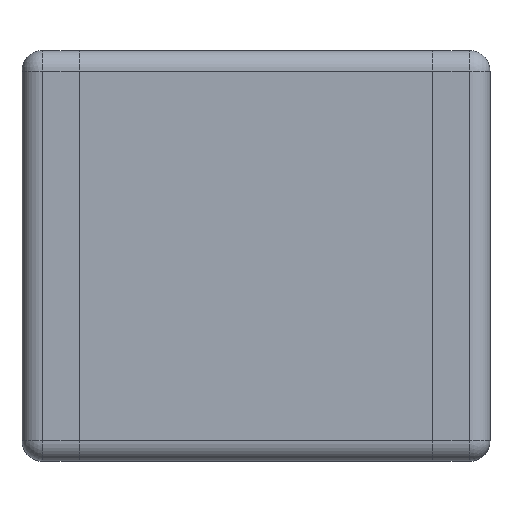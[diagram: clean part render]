
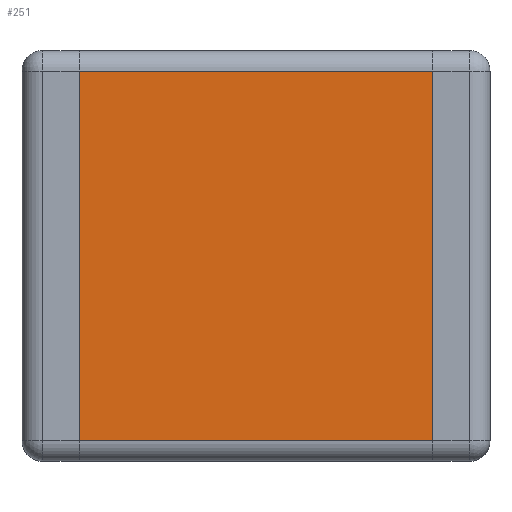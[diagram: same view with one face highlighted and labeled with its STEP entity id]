
A CAD part, top view. The second image highlights one B-rep face of the part: STEP entity #251.
In plain terms, the highlighted planar face has unit normal (0, 0, 1).
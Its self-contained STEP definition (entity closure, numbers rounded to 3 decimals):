
#13=DIRECTION('',(0.,0.,1.));
#14=DIRECTION('',(1.,0.,0.));
#34=VECTOR('',#14,1.);
#46=DIRECTION('',(0.,1.,0.));
#95=VERTEX_POINT('',#96);
#96=CARTESIAN_POINT('',(-2.15,-2.25,2.8));
#101=ORIENTED_EDGE('',*,*,#102,.T.);
#102=EDGE_CURVE('',#95,#103,#105,.T.);
#103=VERTEX_POINT('',#104);
#104=CARTESIAN_POINT('',(2.15,-2.25,2.8));
#105=LINE('',#96,#34);
#221=VECTOR('',#46,1.);
#251=ADVANCED_FACE('',(#252),#269,.T.);
#252=FACE_BOUND('',#253,.T.);
#253=EDGE_LOOP('',(#254,#101,#260,#266));
#254=ORIENTED_EDGE('',*,*,#255,.F.);
#255=EDGE_CURVE('',#95,#256,#258,.T.);
#256=VERTEX_POINT('',#257);
#257=CARTESIAN_POINT('',(-2.15,2.25,2.8));
#258=LINE('',#259,#221);
#259=CARTESIAN_POINT('',(-2.15,-2.5,2.8));
#260=ORIENTED_EDGE('',*,*,#261,.T.);
#261=EDGE_CURVE('',#103,#262,#264,.T.);
#262=VERTEX_POINT('',#263);
#263=CARTESIAN_POINT('',(2.15,2.25,2.8));
#264=LINE('',#265,#221);
#265=CARTESIAN_POINT('',(2.15,-2.5,2.8));
#266=ORIENTED_EDGE('',*,*,#267,.F.);
#267=EDGE_CURVE('',#256,#262,#268,.T.);
#268=LINE('',#257,#34);
#269=PLANE('',#270);
#270=AXIS2_PLACEMENT_3D('',#259,#13,#14);
